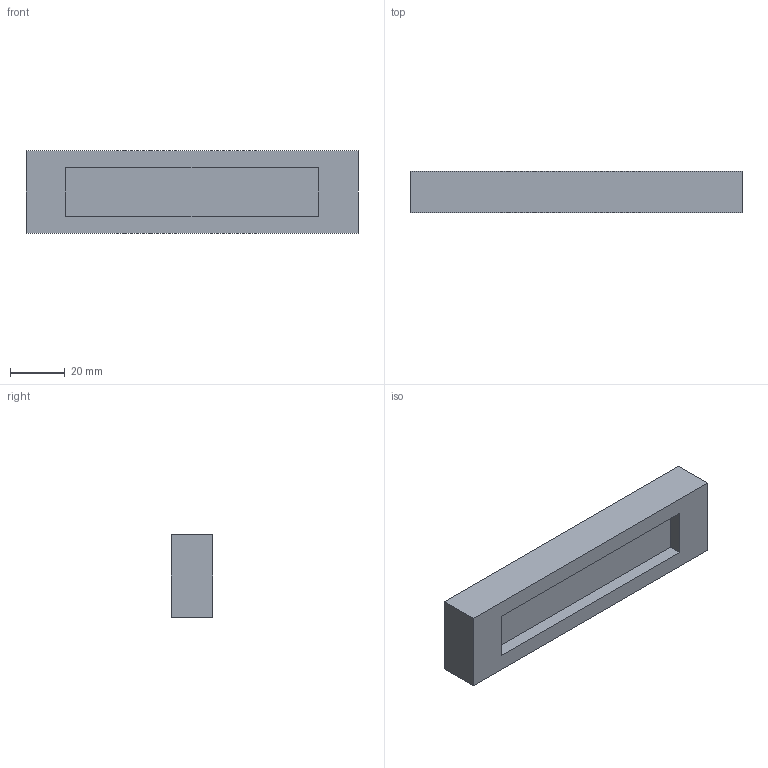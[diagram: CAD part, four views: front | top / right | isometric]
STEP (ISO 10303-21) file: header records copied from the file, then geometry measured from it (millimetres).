
FILE_DESCRIPTION (( 'STEP AP203' ), '1' );
FILE_NAME ('Supportsoudureresistancefinal.STEP', '2023-09-03T14:53:39', ( '' ), ( '' ), 'SwSTEP 2.0', 'SolidWorks 2022', '' );
FILE_SCHEMA (( 'CONFIG_CONTROL_DESIGN' ));
Length unit declared in the file: millimetre
Products named in the file (1): Supportsoudureresistancefinal
Bounding box: 121 x 15 x 30 mm (x, y, z)
Volume: 46010.2 mm3; surface area: 13533.4 mm2
Topology: 1 solids, 1 shells, 42 faces, 110 edges, 72 vertices
Faces by surface type: plane 30, cylinder 12
Entity records: 1363 total; most frequent: CARTESIAN_POINT 225, DIRECTION 220, ORIENTED_EDGE 220, EDGE_CURVE 110, LINE 86, VECTOR 86, VERTEX_POINT 72, AXIS2_PLACEMENT_3D 67
